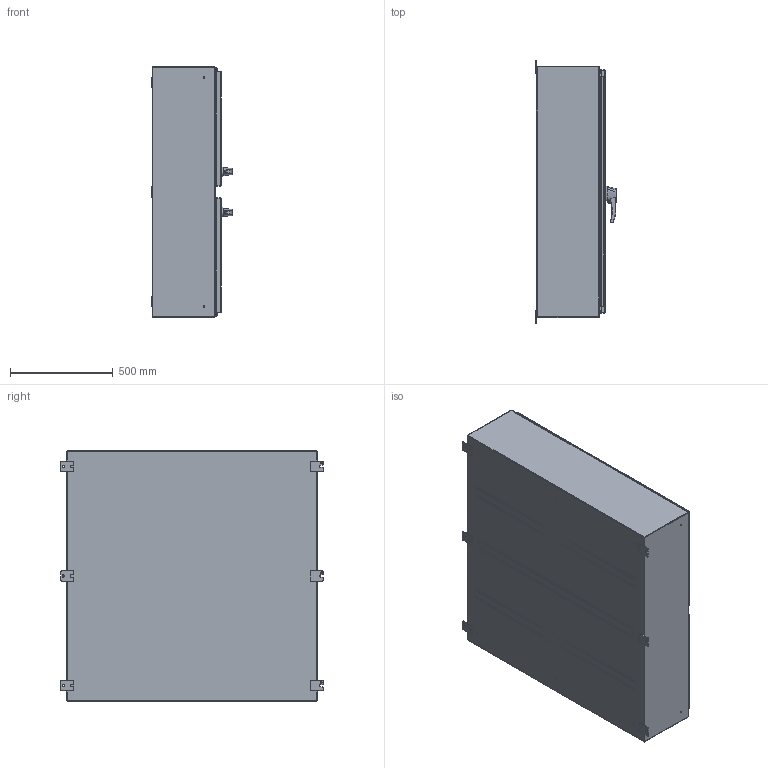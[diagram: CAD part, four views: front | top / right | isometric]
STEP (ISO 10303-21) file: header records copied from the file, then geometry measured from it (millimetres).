
FILE_DESCRIPTION (( 'STEP AP214' ), '1' );
FILE_NAME ('HN4WM484812SS.STEP', '2019-08-27T16:28:18', ( '' ), ( '' ), 'SwSTEP 2.0', 'SolidWorks 2018', '' );
FILE_SCHEMA (( 'AUTOMOTIVE_DESIGN' ));
Length unit declared in the file: inch
Products named in the file (1): HN4WM484812SS
Bounding box: 391.8 x 1276.35 x 1219.2 mm (x, y, z)
Volume: 18073994.5 mm3; surface area: 14186952.7 mm2
Topology: 113 solids, 115 shells, 3230 faces, 8383 edges, 5434 vertices
Faces by surface type: plane 1521, cylinder 1433, bspline 144, cone 132
Entity records: 154369 total; most frequent: CARTESIAN_POINT 31276, ORIENTED_EDGE 16738, DIRECTION 16667, EDGE_CURVE 8369, AXIS2_PLACEMENT_3D 6009, VERTEX_POINT 5434, LINE 4649, VECTOR 4649
